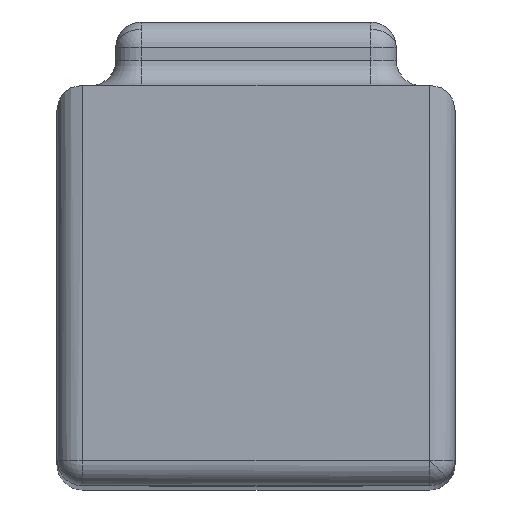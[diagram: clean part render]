
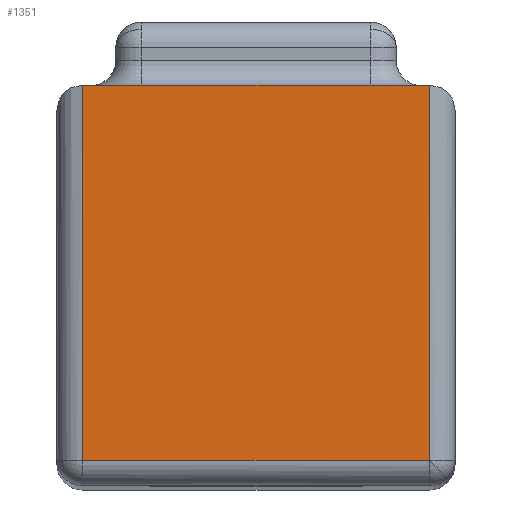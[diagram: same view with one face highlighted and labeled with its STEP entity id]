
A CAD part, top view. The second image highlights one B-rep face of the part: STEP entity #1351.
In plain terms, the highlighted planar face has unit normal (0, 0, 1).
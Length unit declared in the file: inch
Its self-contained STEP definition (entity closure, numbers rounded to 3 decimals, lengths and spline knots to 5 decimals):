
#254 = DIRECTION ( 'NONE',  ( 1., 0., 0. ) ) ;
#277 = VERTEX_POINT ( 'NONE', #1392 ) ;
#328 = VECTOR ( 'NONE', #911, 39.37008 ) ;
#364 = EDGE_CURVE ( 'NONE', #1174, #1227, #1306, .T. ) ;
#407 = VECTOR ( 'NONE', #3430, 39.37008 ) ;
#414 = EDGE_CURVE ( 'NONE', #1227, #1933, #1936, .T. ) ;
#456 = VECTOR ( 'NONE', #3336, 39.37008 ) ;
#721 = FACE_OUTER_BOUND ( 'NONE', #2123, .T. ) ;
#855 = VECTOR ( 'NONE', #893, 39.37008 ) ;
#862 = PLANE ( 'NONE',  #3253 ) ;
#893 = DIRECTION ( 'NONE',  ( 0., 1., 0. ) ) ;
#911 = DIRECTION ( 'NONE',  ( -1., 0., 0. ) ) ;
#1174 = VERTEX_POINT ( 'NONE', #2398 ) ;
#1227 = VERTEX_POINT ( 'NONE', #2177 ) ;
#1272 = CARTESIAN_POINT ( 'NONE',  ( 0.146, 0.01, 0. ) ) ;
#1306 = LINE ( 'NONE', #2377, #456 ) ;
#1351 = ADVANCED_FACE ( 'NONE', ( #721 ), #862, .T. ) ;
#1390 = ORIENTED_EDGE ( 'NONE', *, *, #414, .F. ) ;
#1392 = CARTESIAN_POINT ( 'NONE',  ( 0.01, 0.01, 0. ) ) ;
#1409 = ORIENTED_EDGE ( 'NONE', *, *, #364, .F. ) ;
#1419 = ORIENTED_EDGE ( 'NONE', *, *, #3353, .F. ) ;
#1422 = ORIENTED_EDGE ( 'NONE', *, *, #3241, .F. ) ;
#1501 = CARTESIAN_POINT ( 'NONE',  ( 0.01, 0.01, 0. ) ) ;
#1661 = LINE ( 'NONE', #2751, #855 ) ;
#1870 = LINE ( 'NONE', #2504, #328 ) ;
#1933 = VERTEX_POINT ( 'NONE', #1272 ) ;
#1936 = LINE ( 'NONE', #2960, #407 ) ;
#1981 = DIRECTION ( 'NONE',  ( 0., 0., 1. ) ) ;
#2123 = EDGE_LOOP ( 'NONE', ( #1390, #1409, #1419, #1422 ) ) ;
#2177 = CARTESIAN_POINT ( 'NONE',  ( 0.146, 0.157, 0. ) ) ;
#2377 = CARTESIAN_POINT ( 'NONE',  ( 0.078, 0.157, 0. ) ) ;
#2398 = CARTESIAN_POINT ( 'NONE',  ( 0.01, 0.157, 0. ) ) ;
#2504 = CARTESIAN_POINT ( 'NONE',  ( 0.078, 0.01, 0. ) ) ;
#2751 = CARTESIAN_POINT ( 'NONE',  ( 0.01, 0.0835, 0. ) ) ;
#2960 = CARTESIAN_POINT ( 'NONE',  ( 0.146, 0.0835, 0. ) ) ;
#3241 = EDGE_CURVE ( 'NONE', #1933, #277, #1870, .T. ) ;
#3253 = AXIS2_PLACEMENT_3D ( 'NONE', #1501, #1981, #254 ) ;
#3336 = DIRECTION ( 'NONE',  ( 1., 0., 0. ) ) ;
#3353 = EDGE_CURVE ( 'NONE', #277, #1174, #1661, .T. ) ;
#3430 = DIRECTION ( 'NONE',  ( 0., -1., 0. ) ) ;
